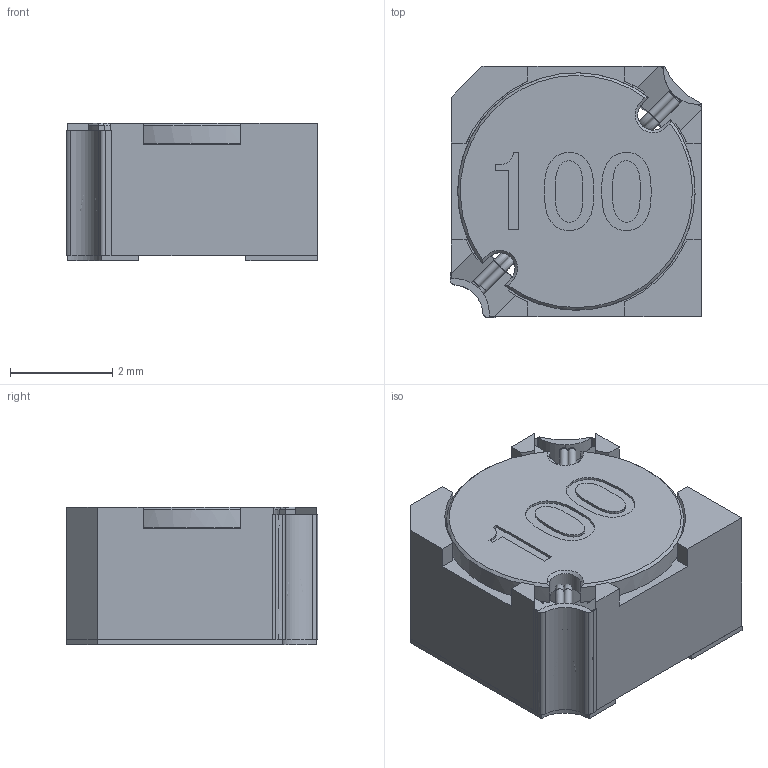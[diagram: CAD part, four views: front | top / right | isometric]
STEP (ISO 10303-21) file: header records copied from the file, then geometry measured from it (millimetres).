
FILE_DESCRIPTION( ('This file contains a STEP AP42 implementation' ,'as created by ZW3D STEP Interface translator.') ,'2;1' );
FILE_NAME( 'ADH4028-L.stp' ,'17 117.163135', (''), ('ZWCAD Software Co.'), 'Version 1.0', 'ZW3D to STEP translator', '' );
FILE_SCHEMA( ('CONFIG_CONTROL_DESIGN') );
Length unit declared in the file: millimetre
Products named in the file (1): 0
Bounding box: 4.93 x 4.93 x 2.7 mm (x, y, z)
Volume: 37.6 mm3; surface area: 201 mm2
Topology: 12 solids, 16 shells, 202 faces, 496 edges, 328 vertices
Faces by surface type: bspline 202
Entity records: 10191 total; most frequent: CARTESIAN_POINT 7157, ORIENTED_EDGE 988, EDGE_CURVE 496, B_SPLINE_CURVE_WITH_KNOTS 399, VERTEX_POINT 328, EDGE_LOOP 210, FACE_OUTER_BOUND 202, ADVANCED_FACE 202
